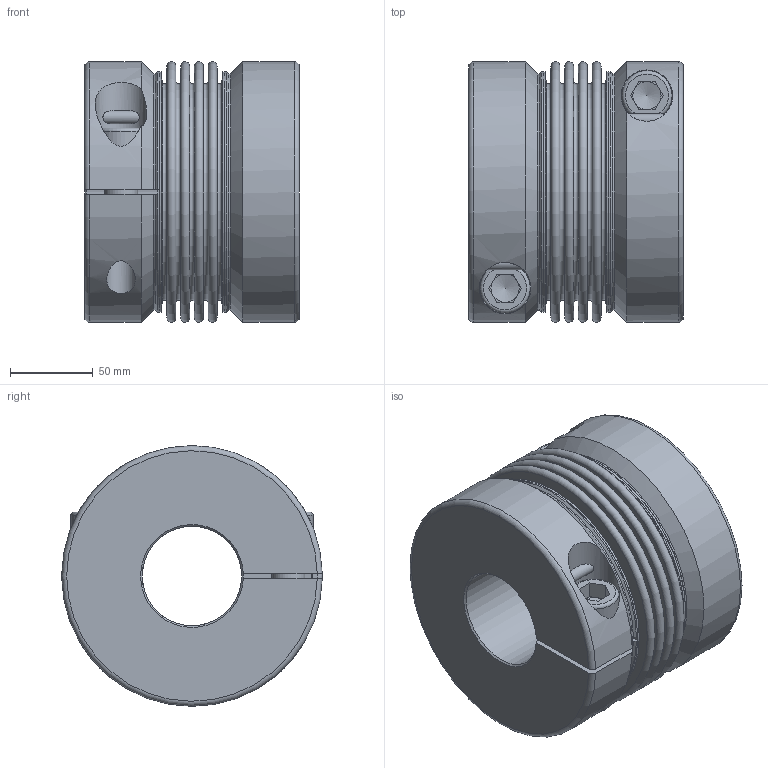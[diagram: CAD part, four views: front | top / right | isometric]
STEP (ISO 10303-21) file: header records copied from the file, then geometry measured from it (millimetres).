
FILE_DESCRIPTION(/* description */ ('Unknown'),/* implementation_level */ '2;1');
FILE_NAME(/* name */ 'KG 2000 - 4W',/* time_stamp */ '2020-06-24T11:53:22+02:00',/* author */ ('Unknown'),/* organization */ ('Unknown'),/* preprocessor_version */ 'ST-DEVELOPER v16.7',/* originating_system */ 'DEX',/* authorisation */ $);
FILE_SCHEMA (('AUTOMOTIVE_DESIGN {1 0 10303 214 3 1 1}'));
Length unit declared in the file: millimetre
Products named in the file (1): KG 2000 - 4W
Bounding box: 129.49 x 157 x 157 mm (x, y, z)
Volume: 1466302.2 mm3; surface area: 274291.9 mm2
Topology: 1 solids, 1 shells, 118 faces, 264 edges, 170 vertices
Faces by surface type: plane 58, torus 24, cylinder 20, cone 16
Full cylindrical faces by diameter (mm): 17.294 x2, 20 x2, 21 x2, 30 x2, 31 x2, 144.6 x2, 145 x2
Entity records: 3152 total; most frequent: CARTESIAN_POINT 723, DIRECTION 514, ORIENTED_EDGE 408, AXIS2_PLACEMENT_3D 219, EDGE_CURVE 204, FACE_BOUND 190, EDGE_LOOP 188, VERTEX_POINT 154
